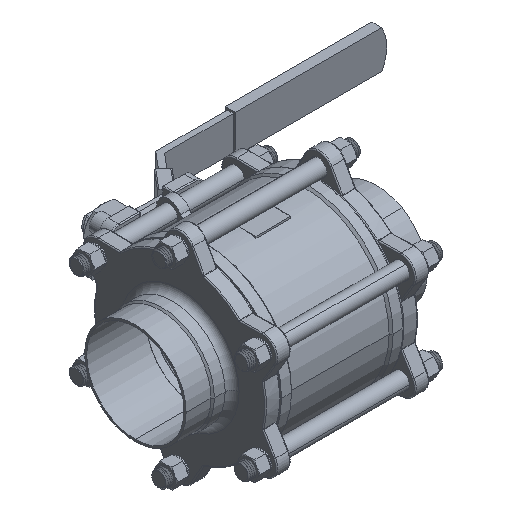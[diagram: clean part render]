
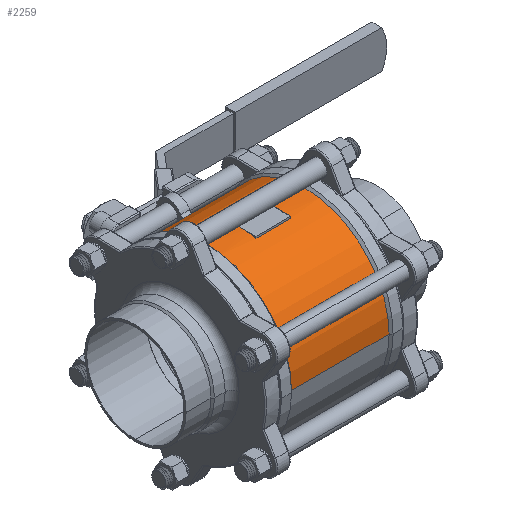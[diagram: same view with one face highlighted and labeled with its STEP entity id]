
A CAD part, isometric view. The second image highlights one B-rep face of the part: STEP entity #2259.
In plain terms, the highlighted cylindrical face has radius 84.5 mm (diameter 169 mm), a partial arc.
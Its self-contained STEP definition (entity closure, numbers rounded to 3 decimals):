
#47=DIRECTION('',(-1.,0.,0.));
#48=VECTOR('',#47,35.);
#49=CARTESIAN_POINT('',(17.5,-17.5,-82.668));
#50=LINE('',#49,#48);
#51=CARTESIAN_POINT('',(-17.5,0.,0.));
#52=DIRECTION('',(-1.,0.,0.));
#53=DIRECTION('',(0.,0.,-1.));
#54=AXIS2_PLACEMENT_3D('',#51,#52,#53);
#56=CARTESIAN_POINT('',(-17.5,0.,0.));
#57=DIRECTION('',(-1.,0.,0.));
#58=DIRECTION('',(0.,0.207,-0.978));
#59=AXIS2_PLACEMENT_3D('',#56,#57,#58);
#61=DIRECTION('',(-1.,0.,0.));
#62=VECTOR('',#61,35.);
#63=CARTESIAN_POINT('',(17.5,17.5,-82.668));
#64=LINE('',#63,#62);
#65=CARTESIAN_POINT('',(17.5,0.,0.));
#66=DIRECTION('',(-1.,0.,0.));
#67=DIRECTION('',(0.,0.207,-0.978));
#68=AXIS2_PLACEMENT_3D('',#65,#66,#67);
#70=CARTESIAN_POINT('',(17.5,0.,0.));
#71=DIRECTION('',(-1.,0.,0.));
#72=DIRECTION('',(0.,0.,-1.));
#73=AXIS2_PLACEMENT_3D('',#70,#71,#72);
#75=DIRECTION('',(1.,0.,0.));
#76=VECTOR('',#75,10.);
#77=CARTESIAN_POINT('',(-5.,66.791,-51.761));
#78=LINE('',#77,#76);
#79=CARTESIAN_POINT('',(-5.,80.912,-24.361));
#80=CARTESIAN_POINT('',(-6.485,80.996,-24.083));
#81=CARTESIAN_POINT('',(-9.369,81.232,-23.292));
#82=CARTESIAN_POINT('',(-13.511,81.766,-21.363));
#83=CARTESIAN_POINT('',(-17.24,82.41,-18.755));
#84=CARTESIAN_POINT('',(-20.404,83.073,-15.59));
#85=CARTESIAN_POINT('',(-22.909,83.673,-11.995));
#86=CARTESIAN_POINT('',(-24.697,84.14,-8.13));
#87=CARTESIAN_POINT('',(-25.767,84.434,-4.083));
#88=CARTESIAN_POINT('',(-26.,84.5,-1.368));
#89=CARTESIAN_POINT('',(-26.,84.5,
0.));
#91=DIRECTION('',(1.,0.,0.));
#92=VECTOR('',#91,22.9);
#93=CARTESIAN_POINT('',(-48.9,84.5,0.));
#94=LINE('',#93,#92);
#95=CARTESIAN_POINT('',(-48.9,0.,0.));
#96=DIRECTION('',(1.,0.,0.));
#97=DIRECTION('',(0.,-1.,0.));
#98=AXIS2_PLACEMENT_3D('',#95,#96,#97);
#100=DIRECTION('',(1.,0.,0.));
#101=VECTOR('',#100,97.8);
#102=CARTESIAN_POINT('',(-48.9,-84.5,0.));
#103=LINE('',#102,#101);
#104=DIRECTION('',(1.,0.,0.));
#105=VECTOR('',#104,22.9);
#106=CARTESIAN_POINT('',(26.,84.5,0.));
#107=LINE('',#106,#105);
#108=CARTESIAN_POINT('',(26.,84.5,0.));
#109=CARTESIAN_POINT('',(26.,84.5,-1.368));
#110=CARTESIAN_POINT('',(25.767,84.434,-4.083));
#111=CARTESIAN_POINT('',(24.697,84.14,-8.129));
#112=CARTESIAN_POINT('',(22.909,83.673,-11.995));
#113=CARTESIAN_POINT('',(20.405,83.074,-15.588));
#114=CARTESIAN_POINT('',(17.241,82.411,-18.754));
#115=CARTESIAN_POINT('',(13.515,81.767,-21.361));
#116=CARTESIAN_POINT('',(9.372,81.232,-23.291));
#117=CARTESIAN_POINT('',(6.486,80.996,-24.083));
#118=CARTESIAN_POINT('',(5.,80.912,-24.361));
#172=CARTESIAN_POINT('',(-5.,66.791,-51.761));
#174=CARTESIAN_POINT('',(5.,66.791,-51.761));
#413=CARTESIAN_POINT('',(26.,84.5,0.));
#420=CARTESIAN_POINT('',(-26.,84.5,
0.));
#449=CARTESIAN_POINT('',(48.9,0.,0.));
#450=DIRECTION('',(1.,0.,0.));
#451=DIRECTION('',(0.,-1.,0.));
#452=AXIS2_PLACEMENT_3D('',#449,#450,#451);
#1679=CARTESIAN_POINT('',(5.,80.912,-24.361));
#1686=CARTESIAN_POINT('',(-5.,80.912,
-24.361));
#1710=CARTESIAN_POINT('',(5.,0.,0.));
#1711=DIRECTION('',(1.,0.,0.));
#1712=DIRECTION('',(0.,0.79,-0.613));
#1713=AXIS2_PLACEMENT_3D('',#1710,#1711,#1712);
#1735=CARTESIAN_POINT('',(-5.,0.,0.));
#1736=DIRECTION('',(-1.,0.,0.));
#1737=DIRECTION('',(0.,0.958,-0.288));
#1738=AXIS2_PLACEMENT_3D('',#1735,#1736,#1737);
#1749=CARTESIAN_POINT('',(-48.9,-84.5,0.));
#1750=VERTEX_POINT('',#1749);
#1751=CARTESIAN_POINT('',(48.9,-84.5,0.));
#1752=VERTEX_POINT('',#1751);
#1761=CARTESIAN_POINT('',(-48.9,84.5,0.));
#1762=VERTEX_POINT('',#1761);
#1763=CARTESIAN_POINT('',(48.9,84.5,0.));
#1765=VERTEX_POINT('',#1763);
#1777=CARTESIAN_POINT('',(17.5,-17.5,-82.668));
#1778=CARTESIAN_POINT('',(-17.5,-17.5,-82.668));
#1779=VERTEX_POINT('',#1777);
#1780=VERTEX_POINT('',#1778);
#1781=CARTESIAN_POINT('',(17.5,17.5,-82.668));
#1782=CARTESIAN_POINT('',(-17.5,17.5,-82.668));
#1783=VERTEX_POINT('',#1781);
#1784=VERTEX_POINT('',#1782);
#1999=VERTEX_POINT('',#420);
#2000=VERTEX_POINT('',#413);
#2120=VERTEX_POINT('',#172);
#2121=VERTEX_POINT('',#174);
#2125=CARTESIAN_POINT('',(17.5,0.,-84.5));
#2126=VERTEX_POINT('',#2125);
#2127=CARTESIAN_POINT('',(-17.5,0.,-84.5));
#2128=VERTEX_POINT('',#2127);
#2129=VERTEX_POINT('',#1679);
#2131=VERTEX_POINT('',#1686);
#2219=CARTESIAN_POINT('',(66.99,0.,0.));
#2220=DIRECTION('',(-1.,0.,0.));
#2221=DIRECTION('',(0.,1.,0.));
#2222=AXIS2_PLACEMENT_3D('',#2219,#2220,#2221);
#2223=CYLINDRICAL_SURFACE('',#2222,84.5);
#2225=ORIENTED_EDGE('',*,*,#2224,.F.);
#2227=ORIENTED_EDGE('',*,*,#2226,.F.);
#2229=ORIENTED_EDGE('',*,*,#2228,.T.);
#2231=ORIENTED_EDGE('',*,*,#2230,.F.);
#2232=ORIENTED_EDGE('',*,*,#2212,.F.);
#2234=ORIENTED_EDGE('',*,*,#2233,.T.);
#2236=ORIENTED_EDGE('',*,*,#2235,.T.);
#2238=ORIENTED_EDGE('',*,*,#2237,.F.);
#2240=ORIENTED_EDGE('',*,*,#2239,.T.);
#2242=ORIENTED_EDGE('',*,*,#2241,.F.);
#2243=EDGE_LOOP('',(#2225,#2227,#2229,#2231,#2232,#2234,#2236,#2238,#2240,
#2242));
#2244=FACE_OUTER_BOUND('',#2243,.F.);
#2246=ORIENTED_EDGE('',*,*,#2245,.T.);
#2248=ORIENTED_EDGE('',*,*,#2247,.F.);
#2250=ORIENTED_EDGE('',*,*,#2249,.F.);
#2252=ORIENTED_EDGE('',*,*,#2251,.F.);
#2254=ORIENTED_EDGE('',*,*,#2253,.T.);
#2256=ORIENTED_EDGE('',*,*,#2255,.T.);
#2257=EDGE_LOOP('',(#2246,#2248,#2250,#2252,#2254,#2256));
#2258=FACE_BOUND('',#2257,.F.);
#55=CIRCLE('',#54,84.5);
#60=CIRCLE('',#59,84.5);
#69=CIRCLE('',#68,84.5);
#74=CIRCLE('',#73,84.5);
#90=B_SPLINE_CURVE_WITH_KNOTS('',3,(#79,#80,#81,#82,#83,#84,#85,#86,#87,#88,
#89),.UNSPECIFIED.,.F.,.F.,(4,1,1,1,1,1,1,1,4),(0.,0.125,0.25,0.375,
0.5,0.625,0.75,0.875,1.),.UNSPECIFIED.);
#99=CIRCLE('',#98,84.5);
#119=B_SPLINE_CURVE_WITH_KNOTS('',3,(#108,#109,#110,#111,#112,#113,#114,#115,
#116,#117,#118),.UNSPECIFIED.,.F.,.F.,(4,1,1,1,1,1,1,1,4),(0.,0.125,0.25,
0.375,0.5,0.625,0.75,0.875,1.),.UNSPECIFIED.);
#453=CIRCLE('',#452,84.5);
#1714=CIRCLE('',#1713,84.5);
#1739=CIRCLE('',#1738,84.5);
#2212=EDGE_CURVE('',#1750,#1762,#99,.T.);
#2224=EDGE_CURVE('',#2120,#2121,#78,.T.);
#2226=EDGE_CURVE('',#2131,#2120,#1739,.T.);
#2228=EDGE_CURVE('',#2131,#1999,#90,.T.);
#2230=EDGE_CURVE('',#1762,#1999,#94,.T.);
#2233=EDGE_CURVE('',#1750,#1752,#103,.T.);
#2235=EDGE_CURVE('',#1752,#1765,#453,.T.);
#2237=EDGE_CURVE('',#2000,#1765,#107,.T.);
#2239=EDGE_CURVE('',#2000,#2129,#119,.T.);
#2241=EDGE_CURVE('',#2121,#2129,#1714,.T.);
#2245=EDGE_CURVE('',#1779,#1780,#50,.T.);
#2247=EDGE_CURVE('',#2128,#1780,#55,.T.);
#2249=EDGE_CURVE('',#1784,#2128,#60,.T.);
#2251=EDGE_CURVE('',#1783,#1784,#64,.T.);
#2253=EDGE_CURVE('',#1783,#2126,#69,.T.);
#2255=EDGE_CURVE('',#2126,#1779,#74,.T.);
#2259=ADVANCED_FACE('',(#2244,#2258),#2223,.T.);
